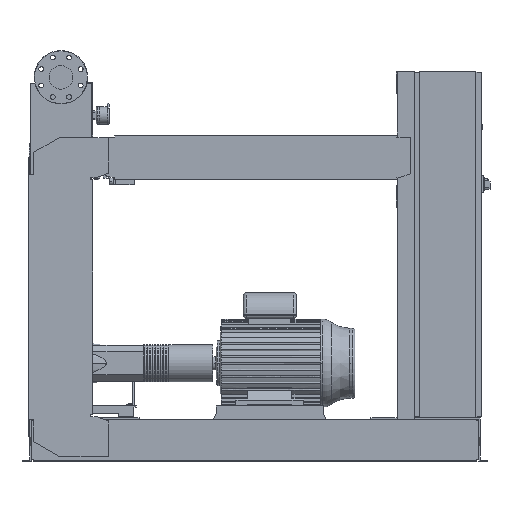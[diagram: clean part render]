
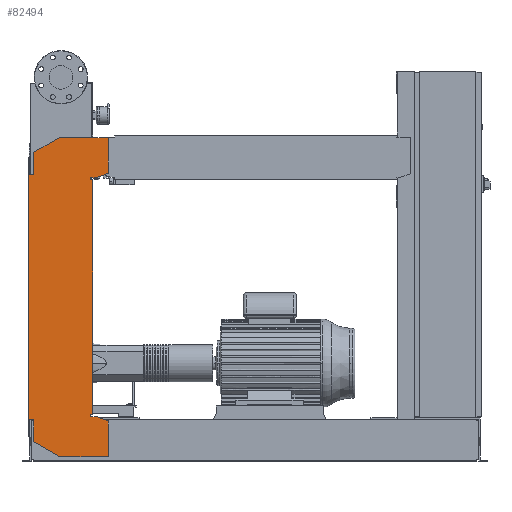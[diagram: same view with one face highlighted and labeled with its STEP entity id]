
A CAD part, front view. The second image highlights one B-rep face of the part: STEP entity #82494.
In plain terms, the highlighted free-form (B-spline) face has degree [1, 1] with [2, 2] control points.
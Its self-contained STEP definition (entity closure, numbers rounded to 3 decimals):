
#81979=CARTESIAN_POINT('',(-102.0,-234.5,1076.0));
#81980=VERTEX_POINT('',#81979);
#81987=CARTESIAN_POINT('',(-102.0,-234.5,1158.574));
#81988=VERTEX_POINT('',#81987);
#81989=CARTESIAN_POINT('',(-102.0,-234.5,1076.0));
#81990=DIRECTION('',(0.0,0.0,1.0));
#81991=VECTOR('',#81990,82.574);
#81992=LINE('',#81989,#81991);
#81993=EDGE_CURVE('',#81980,#81988,#81992,.T.);
#82011=CARTESIAN_POINT('',(-6.,-234.5,1214.0));
#82012=VERTEX_POINT('',#82011);
#82013=CARTESIAN_POINT('',(-102.0,-234.5,1158.574));
#82014=DIRECTION('',(0.866,0.0,0.5));
#82015=VECTOR('',#82014,110.851);
#82016=LINE('',#82013,#82015);
#82017=EDGE_CURVE('',#81988,#82012,#82016,.T.);
#82035=CARTESIAN_POINT('',(177.0,-234.5,1214.0));
#82036=VERTEX_POINT('',#82035);
#82037=CARTESIAN_POINT('',(-6.,-234.5,1214.0));
#82038=DIRECTION('',(1.0,0.0,0.0));
#82039=VECTOR('',#82038,183.0);
#82040=LINE('',#82037,#82039);
#82041=EDGE_CURVE('',#82012,#82036,#82040,.T.);
#82059=CARTESIAN_POINT('',(177.0,-234.5,1080.379));
#82060=VERTEX_POINT('',#82059);
#82061=CARTESIAN_POINT('',(177.0,-234.5,1214.0));
#82062=DIRECTION('',(0.0,0.0,-1.0));
#82063=VECTOR('',#82062,133.621);
#82064=LINE('',#82061,#82063);
#82065=EDGE_CURVE('',#82036,#82060,#82064,.T.);
#82083=CARTESIAN_POINT('',(132.,-234.5,1064.0));
#82084=VERTEX_POINT('',#82083);
#82085=CARTESIAN_POINT('',(177.0,-234.5,1080.379));
#82086=DIRECTION('',(-0.94,0.,-0.342));
#82087=VECTOR('',#82086,47.888);
#82088=LINE('',#82085,#82087);
#82089=EDGE_CURVE('',#82060,#82084,#82088,.T.);
#82107=CARTESIAN_POINT('',(112.0,-234.5,1064.0));
#82108=VERTEX_POINT('',#82107);
#82109=CARTESIAN_POINT('',(132.,-234.5,1064.0));
#82110=DIRECTION('',(-1.0,0.0,0.0));
#82111=VECTOR('',#82110,20.);
#82112=LINE('',#82109,#82111);
#82113=EDGE_CURVE('',#82084,#82108,#82112,.T.);
#82131=CARTESIAN_POINT('',(112.0,-234.5,1056.0));
#82132=VERTEX_POINT('',#82131);
#82133=CARTESIAN_POINT('',(112.0,-234.5,1064.0));
#82134=DIRECTION('',(0.0,0.0,-1.0));
#82135=VECTOR('',#82134,8.0);
#82136=LINE('',#82133,#82135);
#82137=EDGE_CURVE('',#82108,#82132,#82136,.T.);
#82155=CARTESIAN_POINT('',(120.,-234.5,1056.0));
#82156=VERTEX_POINT('',#82155);
#82157=CARTESIAN_POINT('',(112.0,-234.5,1056.0));
#82158=DIRECTION('',(1.0,0.0,0.0));
#82159=VECTOR('',#82158,8.);
#82160=LINE('',#82157,#82159);
#82161=EDGE_CURVE('',#82132,#82156,#82160,.T.);
#82179=CARTESIAN_POINT('',(120.,-234.5,176.));
#82180=VERTEX_POINT('',#82179);
#82191=CARTESIAN_POINT('',(120.,-234.5,1056.0));
#82192=DIRECTION('',(0.0,0.0,-1.0));
#82193=VECTOR('',#82192,880.);
#82194=LINE('',#82191,#82193);
#82195=EDGE_CURVE('',#82156,#82180,#82194,.T.);
#82209=CARTESIAN_POINT('',(112.,-234.5,176.));
#82210=VERTEX_POINT('',#82209);
#82211=CARTESIAN_POINT('',(120.,-234.5,176.));
#82212=DIRECTION('',(-1.0,0.0,0.0));
#82213=VECTOR('',#82212,8.);
#82214=LINE('',#82211,#82213);
#82215=EDGE_CURVE('',#82180,#82210,#82214,.T.);
#82233=CARTESIAN_POINT('',(112.,-234.5,168.));
#82234=VERTEX_POINT('',#82233);
#82235=CARTESIAN_POINT('',(112.,-234.5,176.));
#82236=DIRECTION('',(0.0,0.0,-1.0));
#82237=VECTOR('',#82236,8.0);
#82238=LINE('',#82235,#82237);
#82239=EDGE_CURVE('',#82210,#82234,#82238,.T.);
#82257=CARTESIAN_POINT('',(132.,-234.5,168.));
#82258=VERTEX_POINT('',#82257);
#82259=CARTESIAN_POINT('',(112.,-234.5,168.));
#82260=DIRECTION('',(1.0,0.0,0.0));
#82261=VECTOR('',#82260,20.0);
#82262=LINE('',#82259,#82261);
#82263=EDGE_CURVE('',#82234,#82258,#82262,.T.);
#82281=CARTESIAN_POINT('',(177.,-234.5,151.621));
#82282=VERTEX_POINT('',#82281);
#82283=CARTESIAN_POINT('',(132.,-234.5,168.));
#82284=DIRECTION('',(0.94,0.,-0.342));
#82285=VECTOR('',#82284,47.888);
#82286=LINE('',#82283,#82285);
#82287=EDGE_CURVE('',#82258,#82282,#82286,.T.);
#82305=CARTESIAN_POINT('',(177.,-234.5,18.0));
#82306=VERTEX_POINT('',#82305);
#82307=CARTESIAN_POINT('',(177.,-234.5,151.621));
#82308=DIRECTION('',(0.0,0.0,-1.0));
#82309=VECTOR('',#82308,133.621);
#82310=LINE('',#82307,#82309);
#82311=EDGE_CURVE('',#82282,#82306,#82310,.T.);
#82329=CARTESIAN_POINT('',(-4.,-234.5,18.0));
#82330=VERTEX_POINT('',#82329);
#82331=CARTESIAN_POINT('',(177.,-234.5,18.0));
#82332=DIRECTION('',(-1.0,0.0,0.0));
#82333=VECTOR('',#82332,181.);
#82334=LINE('',#82331,#82333);
#82335=EDGE_CURVE('',#82306,#82330,#82334,.T.);
#82353=CARTESIAN_POINT('',(-102.,-234.5,74.58));
#82354=VERTEX_POINT('',#82353);
#82355=CARTESIAN_POINT('',(-4.,-234.5,18.0));
#82356=DIRECTION('',(-0.866,0.0,0.5));
#82357=VECTOR('',#82356,113.161);
#82358=LINE('',#82355,#82357);
#82359=EDGE_CURVE('',#82330,#82354,#82358,.T.);
#82377=CARTESIAN_POINT('',(-102.,-234.5,156.0));
#82378=VERTEX_POINT('',#82377);
#82379=CARTESIAN_POINT('',(-102.,-234.5,74.58));
#82380=DIRECTION('',(0.0,0.0,1.0));
#82381=VECTOR('',#82380,81.42);
#82382=LINE('',#82379,#82381);
#82383=EDGE_CURVE('',#82354,#82378,#82382,.T.);
#82401=CARTESIAN_POINT('',(-122.,-234.5,156.0));
#82402=VERTEX_POINT('',#82401);
#82403=CARTESIAN_POINT('',(-102.,-234.5,156.0));
#82404=DIRECTION('',(-1.0,0.0,0.0));
#82405=VECTOR('',#82404,20.0);
#82406=LINE('',#82403,#82405);
#82407=EDGE_CURVE('',#82378,#82402,#82406,.T.);
#82425=CARTESIAN_POINT('',(-122.0,-234.5,1076.0));
#82426=VERTEX_POINT('',#82425);
#82439=CARTESIAN_POINT('',(-122.,-234.5,156.0));
#82440=DIRECTION('',(0.0,0.0,1.0));
#82441=VECTOR('',#82440,920.0);
#82442=LINE('',#82439,#82441);
#82443=EDGE_CURVE('',#82402,#82426,#82442,.T.);
#82457=CARTESIAN_POINT('',(-122.0,-234.5,1076.0));
#82458=DIRECTION('',(1.0,0.0,0.0));
#82459=VECTOR('',#82458,20.0);
#82460=LINE('',#82457,#82459);
#82461=EDGE_CURVE('',#82426,#81980,#82460,.T.);
#82467=CARTESIAN_POINT('',(-122.,-234.5,18.0));
#82468=CARTESIAN_POINT('',(177.0,-234.5,18.0));
#82469=CARTESIAN_POINT('',(-122.,-234.5,1214.0));
#82470=CARTESIAN_POINT('',(177.0,-234.5,1214.0));
#82471=B_SPLINE_SURFACE_WITH_KNOTS('',1,1,((#82467,#82469),(#82468,#82470)),.UNSPECIFIED.,.F.,.F.,.U.,(2,2),(2,2),(0.0,299.),(0.0,1196.0),.UNSPECIFIED.);
#82472=ORIENTED_EDGE('',*,*,#82461,.F.);
#82473=ORIENTED_EDGE('',*,*,#82443,.F.);
#82474=ORIENTED_EDGE('',*,*,#82407,.F.);
#82475=ORIENTED_EDGE('',*,*,#82383,.F.);
#82476=ORIENTED_EDGE('',*,*,#82359,.F.);
#82477=ORIENTED_EDGE('',*,*,#82335,.F.);
#82478=ORIENTED_EDGE('',*,*,#82311,.F.);
#82479=ORIENTED_EDGE('',*,*,#82287,.F.);
#82480=ORIENTED_EDGE('',*,*,#82263,.F.);
#82481=ORIENTED_EDGE('',*,*,#82239,.F.);
#82482=ORIENTED_EDGE('',*,*,#82215,.F.);
#82483=ORIENTED_EDGE('',*,*,#82195,.F.);
#82484=ORIENTED_EDGE('',*,*,#82161,.F.);
#82485=ORIENTED_EDGE('',*,*,#82137,.F.);
#82486=ORIENTED_EDGE('',*,*,#82113,.F.);
#82487=ORIENTED_EDGE('',*,*,#82089,.F.);
#82488=ORIENTED_EDGE('',*,*,#82065,.F.);
#82489=ORIENTED_EDGE('',*,*,#82041,.F.);
#82490=ORIENTED_EDGE('',*,*,#82017,.F.);
#82491=ORIENTED_EDGE('',*,*,#81993,.F.);
#82492=EDGE_LOOP('',(#82472,#82473,#82474,#82475,#82476,#82477,#82478,#82479,#82480,#82481,#82482,#82483,#82484,#82485,#82486,#82487,#82488,#82489,#82490,#82491));
#82493=FACE_OUTER_BOUND('',#82492,.T.);
#82494=ADVANCED_FACE('',(#82493),#82471,.T.);
